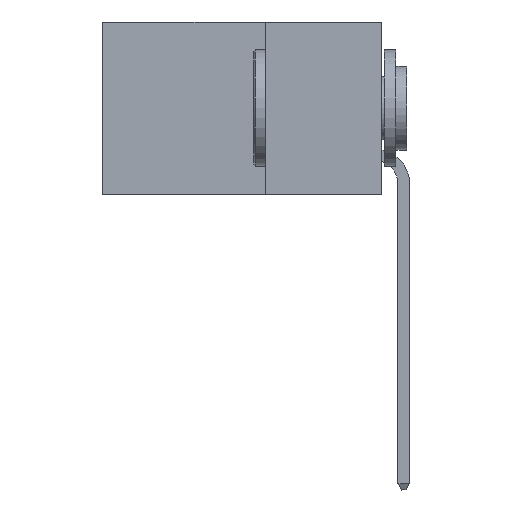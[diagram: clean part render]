
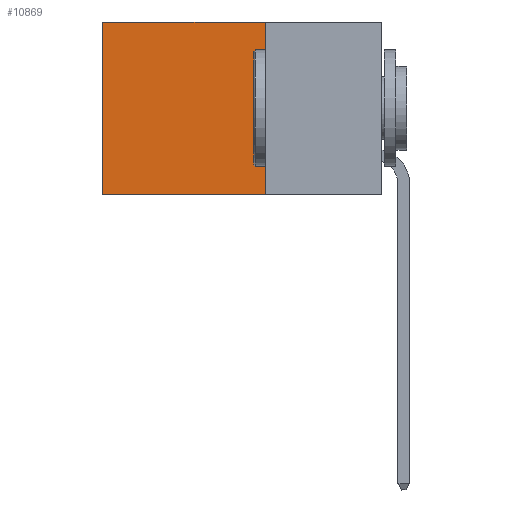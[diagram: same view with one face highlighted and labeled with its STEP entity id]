
A CAD part, left-side view. The second image highlights one B-rep face of the part: STEP entity #10869.
In plain terms, the highlighted planar face has unit normal (-1, 0, 0).
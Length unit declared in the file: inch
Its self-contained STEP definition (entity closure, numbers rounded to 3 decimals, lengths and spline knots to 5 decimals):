
#964 = CARTESIAN_POINT ( 'NONE',  ( 0.2875, 0.25, 0. ) ) ;
#986 = CARTESIAN_POINT ( 'NONE',  ( 0.2875, 0.25, 0. ) ) ;
#1407 = EDGE_CURVE ( 'NONE', #15665, #5213, #11779, .T. ) ;
#2096 = VECTOR ( 'NONE', #13846, 39.37008 ) ;
#2764 = VECTOR ( 'NONE', #10149, 39.37008 ) ;
#2765 = CARTESIAN_POINT ( 'NONE',  ( 0.2875, 0.6, -0.37 ) ) ;
#3153 = EDGE_LOOP ( 'NONE', ( #4950, #14583, #7734, #13062 ) ) ;
#3248 = EDGE_CURVE ( 'NONE', #10999, #17238, #3633, .T. ) ;
#3514 = DIRECTION ( 'NONE',  ( 0., 0., -1. ) ) ;
#3633 = LINE ( 'NONE', #10198, #19292 ) ;
#4344 = AXIS2_PLACEMENT_3D ( 'NONE', #986, #13558, #17960 ) ;
#4950 = ORIENTED_EDGE ( 'NONE', *, *, #17826, .T. ) ;
#5213 = VERTEX_POINT ( 'NONE', #8925 ) ;
#7734 = ORIENTED_EDGE ( 'NONE', *, *, #8152, .F. ) ;
#8152 = EDGE_CURVE ( 'NONE', #15665, #10999, #13311, .T. ) ;
#8298 = CARTESIAN_POINT ( 'NONE',  ( 0.2875, 0.25, 0. ) ) ;
#8925 = CARTESIAN_POINT ( 'NONE',  ( 0.2875, 0.6, 0. ) ) ;
#10149 = DIRECTION ( 'NONE',  ( 0., 0., -1. ) ) ;
#10198 = CARTESIAN_POINT ( 'NONE',  ( 0.2875, 0.25, -0.37 ) ) ;
#10356 = VECTOR ( 'NONE', #3514, 39.37008 ) ;
#10452 = FACE_OUTER_BOUND ( 'NONE', #3153, .T. ) ;
#10474 = LINE ( 'NONE', #17851, #2764 ) ;
#10869 = ADVANCED_FACE ( 'NONE', ( #10452 ), #19609, .F. ) ;
#10999 = VERTEX_POINT ( 'NONE', #11775 ) ;
#11775 = CARTESIAN_POINT ( 'NONE',  ( 0.2875, 0.25, -0.37 ) ) ;
#11779 = LINE ( 'NONE', #16689, #2096 ) ;
#13062 = ORIENTED_EDGE ( 'NONE', *, *, #1407, .T. ) ;
#13311 = LINE ( 'NONE', #8298, #10356 ) ;
#13558 = DIRECTION ( 'NONE',  ( 1., 0., 0. ) ) ;
#13846 = DIRECTION ( 'NONE',  ( 0., 1., 0. ) ) ;
#14583 = ORIENTED_EDGE ( 'NONE', *, *, #3248, .F. ) ;
#15665 = VERTEX_POINT ( 'NONE', #964 ) ;
#16689 = CARTESIAN_POINT ( 'NONE',  ( 0.2875, 0.25, 0. ) ) ;
#17238 = VERTEX_POINT ( 'NONE', #2765 ) ;
#17826 = EDGE_CURVE ( 'NONE', #5213, #17238, #10474, .T. ) ;
#17851 = CARTESIAN_POINT ( 'NONE',  ( 0.2875, 0.6, 0. ) ) ;
#17960 = DIRECTION ( 'NONE',  ( 0., 0., -1. ) ) ;
#19292 = VECTOR ( 'NONE', #19550, 39.37008 ) ;
#19550 = DIRECTION ( 'NONE',  ( 0., 1., 0. ) ) ;
#19609 = PLANE ( 'NONE',  #4344 ) ;
